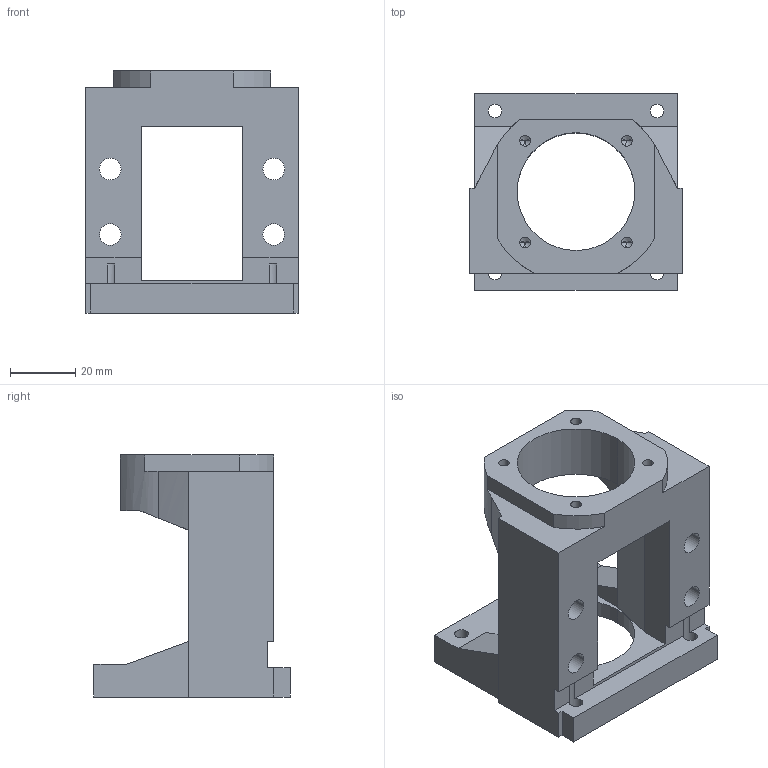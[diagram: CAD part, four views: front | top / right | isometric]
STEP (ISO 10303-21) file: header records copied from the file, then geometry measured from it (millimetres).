
FILE_DESCRIPTION(('HOOPS Exchange Step'),'2;1');
FILE_NAME('export-DAA2F5A6-FF04-4CF0-AE10-345B2726DAE2.stp','2021-05-11T16:58:27+02:00',('Engineering'),('Alibre'),'HOOPS Exchange 2020.1','Alibre','Unknown authorisation');
FILE_SCHEMA( ('AP242_MANAGED_MODEL_BASED_3D_ENGINEERING_MIM_LF {1 0 10303 442 1 1 4 }') );
Length unit declared in the file: millimetre
Products named in the file (1): 5234 60x60 Servo Motor Bracket (MBA12-D) for FK12
Bounding box: 65 x 60 x 74 mm (x, y, z)
Volume: 85158.8 mm3; surface area: 27328.2 mm2
Topology: 1 solids, 1 shells, 101 faces, 282 edges, 176 vertices
Faces by surface type: cylinder 44, plane 43, cone 14
Entity records: 3240 total; most frequent: DIRECTION 574, CARTESIAN_POINT 553, ORIENTED_EDGE 540, EDGE_CURVE 270, AXIS2_PLACEMENT_3D 203, VERTEX_POINT 176, VECTOR 168, LINE 168
